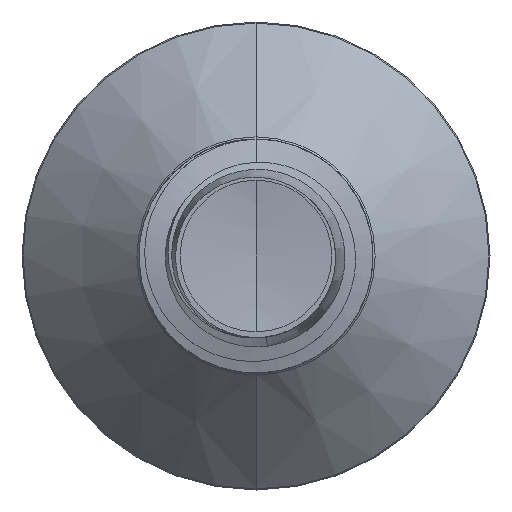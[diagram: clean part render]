
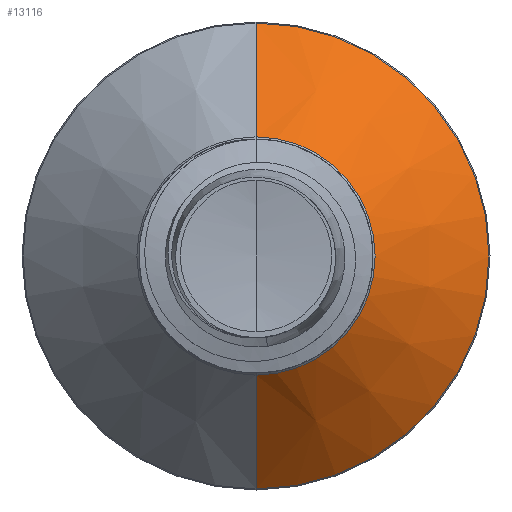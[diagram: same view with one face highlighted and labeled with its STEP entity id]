
A CAD part, front view. The second image highlights one B-rep face of the part: STEP entity #13116.
In plain terms, the highlighted conical face has half-angle 45 degrees and reference radius 1.782 mm.
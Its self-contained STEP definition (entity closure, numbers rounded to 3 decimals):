
#20 = DIRECTION ( 'NONE',  ( 0., 0.707, -0.707 ) ) ;
#57 = DIRECTION ( 'NONE',  ( 0., 1., 0. ) ) ;
#459 = CARTESIAN_POINT ( 'NONE',  ( 0., 7.335, 0. ) ) ;
#576 = VERTEX_POINT ( 'NONE', #21038 ) ;
#2091 = CARTESIAN_POINT ( 'NONE',  ( 0., 7.335, 3.485 ) ) ;
#2136 = VERTEX_POINT ( 'NONE', #17455 ) ;
#2175 = DIRECTION ( 'NONE',  ( 0., 0., 1. ) ) ;
#2971 = CIRCLE ( 'NONE', #11789, 1.782 ) ;
#3843 = ORIENTED_EDGE ( 'NONE', *, *, #19259, .F. ) ;
#4167 = ORIENTED_EDGE ( 'NONE', *, *, #4961, .T. ) ;
#4961 = EDGE_CURVE ( 'NONE', #576, #14031, #17528, .T. ) ;
#5331 = ORIENTED_EDGE ( 'NONE', *, *, #12938, .F. ) ;
#5361 = CONICAL_SURFACE ( 'NONE', #13757, 1.782, 0.785 ) ;
#6880 = VECTOR ( 'NONE', #16572, 1000. ) ;
#8798 = DIRECTION ( 'NONE',  ( 0., 1., 0. ) ) ;
#9924 = CARTESIAN_POINT ( 'NONE',  ( 0., 5.632, -1.782 ) ) ;
#9961 = CARTESIAN_POINT ( 'NONE',  ( 0., 5.632, 0. ) ) ;
#10303 = ORIENTED_EDGE ( 'NONE', *, *, #20218, .T. ) ;
#10385 = CARTESIAN_POINT ( 'NONE',  ( 0., 5.632, 0. ) ) ;
#10665 = LINE ( 'NONE', #18159, #6880 ) ;
#11551 = DIRECTION ( 'NONE',  ( 0., 0., 1. ) ) ;
#11789 = AXIS2_PLACEMENT_3D ( 'NONE', #9961, #57, #11551 ) ;
#11931 = DIRECTION ( 'NONE',  ( 0., 1., 0. ) ) ;
#12938 = EDGE_CURVE ( 'NONE', #2136, #20607, #10665, .T. ) ;
#13116 = ADVANCED_FACE ( 'NONE', ( #18719 ), #5361, .T. ) ;
#13265 = VECTOR ( 'NONE', #20, 1000. ) ;
#13757 = AXIS2_PLACEMENT_3D ( 'NONE', #10385, #8798, #18461 ) ;
#14031 = VERTEX_POINT ( 'NONE', #16100 ) ;
#15277 = AXIS2_PLACEMENT_3D ( 'NONE', #459, #11931, #2175 ) ;
#16100 = CARTESIAN_POINT ( 'NONE',  ( 0., 7.335, -3.485 ) ) ;
#16572 = DIRECTION ( 'NONE',  ( 0., 0.707, 0.707 ) ) ;
#16948 = EDGE_LOOP ( 'NONE', ( #10303, #4167, #3843, #5331 ) ) ;
#17455 = CARTESIAN_POINT ( 'NONE',  ( 0., 5.632, 1.782 ) ) ;
#17528 = LINE ( 'NONE', #9924, #13265 ) ;
#18159 = CARTESIAN_POINT ( 'NONE',  ( 0., 5.632, 1.782 ) ) ;
#18461 = DIRECTION ( 'NONE',  ( 0., 0., 1. ) ) ;
#18719 = FACE_OUTER_BOUND ( 'NONE', #16948, .T. ) ;
#19259 = EDGE_CURVE ( 'NONE', #20607, #14031, #19406, .T. ) ;
#19406 = CIRCLE ( 'NONE', #15277, 3.485 ) ;
#20218 = EDGE_CURVE ( 'NONE', #2136, #576, #2971, .T. ) ;
#20607 = VERTEX_POINT ( 'NONE', #2091 ) ;
#21038 = CARTESIAN_POINT ( 'NONE',  ( 0., 5.632, -1.782 ) ) ;
